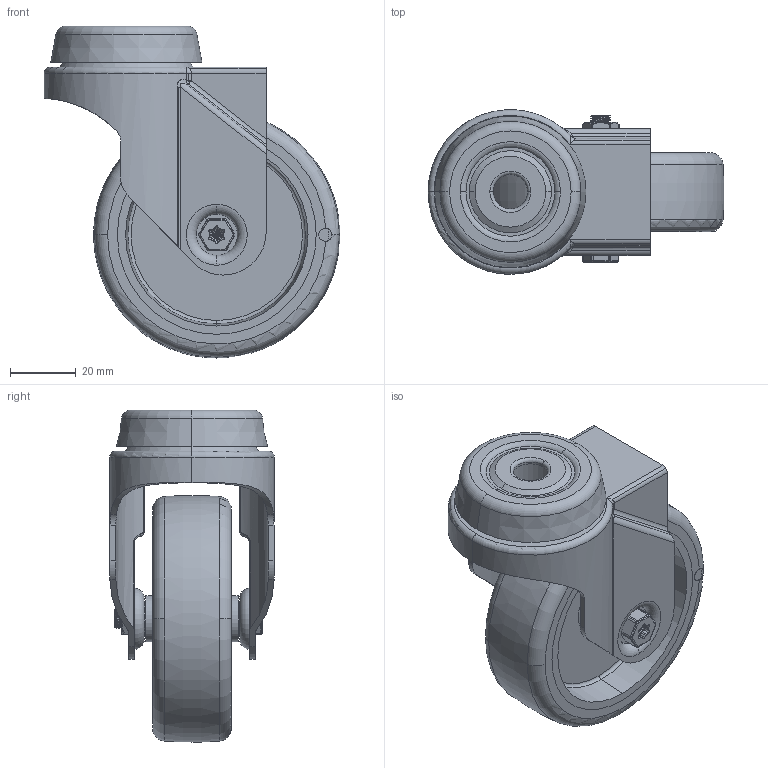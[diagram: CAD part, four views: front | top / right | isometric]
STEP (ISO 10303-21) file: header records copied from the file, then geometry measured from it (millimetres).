
FILE_DESCRIPTION(('STEP AP203'),'1');
FILE_NAME('BZRA75GRECBH10.STEP','2023-05-31T15:49:20',(' '),(' '),'Spatial InterOp 3D',' ',' ');
FILE_SCHEMA(('CONFIG_CONTROL_DESIGN'));
Length unit declared in the file: metre
Products named in the file (15): BZRA75ASBH10; ZINC PLATED PRESSED STEEL FORKS; ZINC PLATED PRESSED STEEL HEAD; BZRA75GRECBH10; ELECTRICALLY CONDUCTIVE RUBBER TYRE; ELECTRICALLY CONDUCTIVE RUBBER TYRE Geometry; SPOT; BZL75WGREC; POLYPROPYLENE RIM; TUBEM8X30; ZINC PLATED AXLE TUBE; BOLTBZRA6MM; ZINC PLATED AXLE BOLT; NM6GR8HALFGR8; ZINC PLATED LOCKING NUT
Assembly tree (14 placements, depth 4):
  BZRA75GRECBH10
    BZRA75ASBH10
      ZINC PLATED PRESSED STEEL FORKS
      ZINC PLATED PRESSED STEEL HEAD
    BZL75WGREC
      ELECTRICALLY CONDUCTIVE RUBBER TYRE
        ELECTRICALLY CONDUCTIVE RUBBER TYRE Geometry
        SPOT
      POLYPROPYLENE RIM
    TUBEM8X30
      ZINC PLATED AXLE TUBE
    BOLTBZRA6MM
      ZINC PLATED AXLE BOLT
    NM6GR8HALFGR8
      ZINC PLATED LOCKING NUT
Bounding box: 89.92 x 50 x 100.97 mm (x, y, z)
Volume: 85655.8 mm3; surface area: 56427.5 mm2
Topology: 8 solids, 8 shells, 400 faces, 978 edges, 600 vertices
Faces by surface type: cylinder 172, torus 72, plane 59, cone 52, bspline 42, sphere 3
Entity records: 32121 total; most frequent: CARTESIAN_POINT 22026, DIRECTION 2048, ORIENTED_EDGE 1936, EDGE_CURVE 968, AXIS2_PLACEMENT_3D 887, VERTEX_POINT 600, CIRCLE 490, EDGE_LOOP 432
